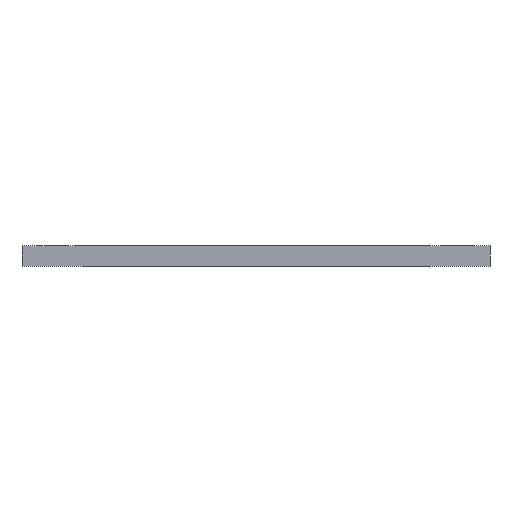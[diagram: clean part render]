
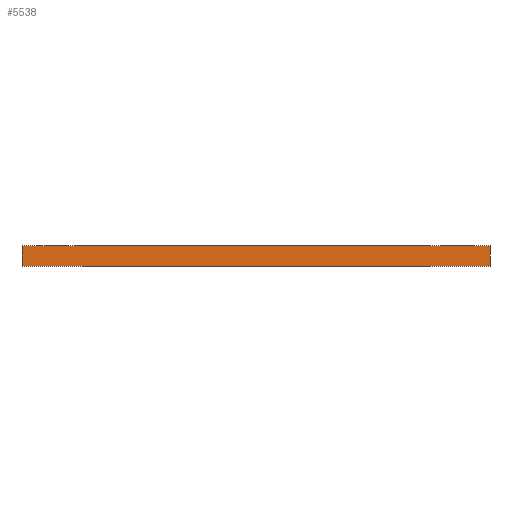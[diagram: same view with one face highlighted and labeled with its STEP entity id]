
A CAD part, front view. The second image highlights one B-rep face of the part: STEP entity #5538.
In plain terms, the highlighted planar face has unit normal (0, -1, 0).
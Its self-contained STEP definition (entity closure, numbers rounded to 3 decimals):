
#222 = VECTOR ( 'NONE', #1930, 1000. ) ;
#418 = ORIENTED_EDGE ( 'NONE', *, *, #3812, .F. ) ;
#422 = DIRECTION ( 'NONE',  ( 1., 0., 0. ) ) ;
#457 = DIRECTION ( 'NONE',  ( -1., 0., 0. ) ) ;
#929 = CARTESIAN_POINT ( 'NONE',  ( 15., -22.5, 0.65 ) ) ;
#980 = VECTOR ( 'NONE', #6071, 1000. ) ;
#1099 = ORIENTED_EDGE ( 'NONE', *, *, #6113, .T. ) ;
#1769 = CARTESIAN_POINT ( 'NONE',  ( 15., -22.5, -0.65 ) ) ;
#1777 = VERTEX_POINT ( 'NONE', #4985 ) ;
#1859 = VERTEX_POINT ( 'NONE', #6044 ) ;
#1930 = DIRECTION ( 'NONE',  ( 0., 0., -1. ) ) ;
#2554 = LINE ( 'NONE', #1769, #980 ) ;
#2806 = CARTESIAN_POINT ( 'NONE',  ( 15., -22.5, 0.65 ) ) ;
#2816 = DIRECTION ( 'NONE',  ( 0., 0., -1. ) ) ;
#2862 = CARTESIAN_POINT ( 'NONE',  ( 15., -22.5, 0.65 ) ) ;
#2932 = CARTESIAN_POINT ( 'NONE',  ( 15., -22.5, 0.65 ) ) ;
#3061 = ORIENTED_EDGE ( 'NONE', *, *, #5014, .F. ) ;
#3219 = LINE ( 'NONE', #2862, #5786 ) ;
#3646 = EDGE_CURVE ( 'NONE', #6142, #1859, #2554, .T. ) ;
#3700 = LINE ( 'NONE', #3843, #4614 ) ;
#3704 = FACE_OUTER_BOUND ( 'NONE', #4939, .T. ) ;
#3812 = EDGE_CURVE ( 'NONE', #1777, #5633, #3219, .T. ) ;
#3829 = PLANE ( 'NONE',  #5824 ) ;
#3843 = CARTESIAN_POINT ( 'NONE',  ( -15., -22.5, 0.65 ) ) ;
#4303 = CARTESIAN_POINT ( 'NONE',  ( -15., -22.5, -0.65 ) ) ;
#4614 = VECTOR ( 'NONE', #2816, 1000. ) ;
#4939 = EDGE_LOOP ( 'NONE', ( #5300, #3061, #418, #1099 ) ) ;
#4985 = CARTESIAN_POINT ( 'NONE',  ( -15., -22.5, 0.65 ) ) ;
#5014 = EDGE_CURVE ( 'NONE', #5633, #1859, #5279, .T. ) ;
#5213 = DIRECTION ( 'NONE',  ( 0., 1., 0. ) ) ;
#5279 = LINE ( 'NONE', #2932, #222 ) ;
#5300 = ORIENTED_EDGE ( 'NONE', *, *, #3646, .T. ) ;
#5538 = ADVANCED_FACE ( 'NONE', ( #3704 ), #3829, .F. ) ;
#5633 = VERTEX_POINT ( 'NONE', #2806 ) ;
#5786 = VECTOR ( 'NONE', #422, 1000. ) ;
#5824 = AXIS2_PLACEMENT_3D ( 'NONE', #929, #5213, #457 ) ;
#6044 = CARTESIAN_POINT ( 'NONE',  ( 15., -22.5, -0.65 ) ) ;
#6071 = DIRECTION ( 'NONE',  ( 1., 0., 0. ) ) ;
#6113 = EDGE_CURVE ( 'NONE', #1777, #6142, #3700, .T. ) ;
#6142 = VERTEX_POINT ( 'NONE', #4303 ) ;
